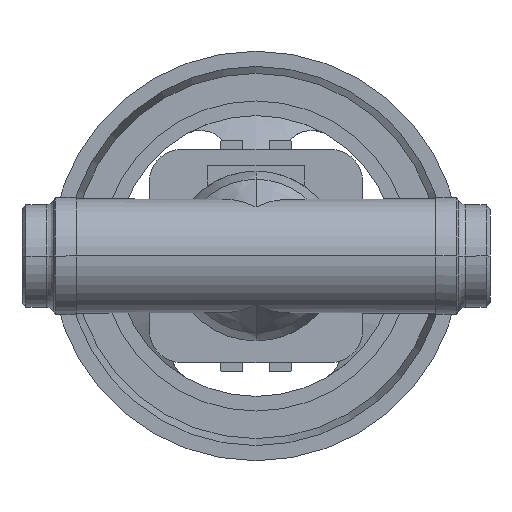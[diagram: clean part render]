
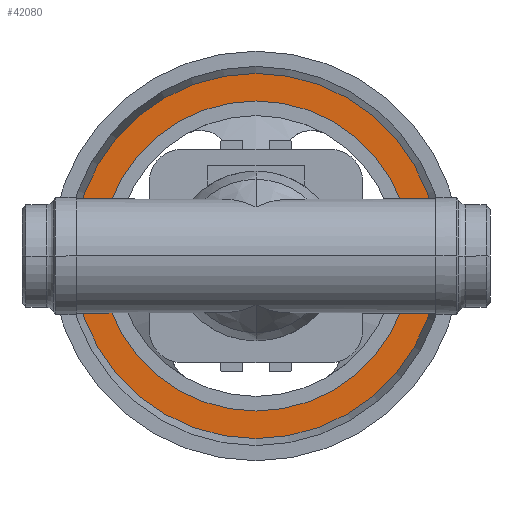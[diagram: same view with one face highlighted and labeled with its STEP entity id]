
A CAD part, front view. The second image highlights one B-rep face of the part: STEP entity #42080.
In plain terms, the highlighted planar face has unit normal (0, -1, 0).
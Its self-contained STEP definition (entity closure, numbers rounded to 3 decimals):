
#41600=CARTESIAN_POINT('',(17.588,221.53,0.));
#41610=VERTEX_POINT('',#41600);
#41690=CARTESIAN_POINT('',(142.412,221.53,0.)
);
#41700=VERTEX_POINT('',#41690);
#41730=CARTESIAN_POINT('',(80.,221.53,0.));
#41740=DIRECTION('',(0.,1.,0.));
#41750=DIRECTION('',(-1.,0.,0.));
#41760=AXIS2_PLACEMENT_3D('',#41730,#41740,#41750);
#41770=CIRCLE('',#41760,62.412);
#41780=EDGE_CURVE('',#41610,#41700,#41770,.T.);
#41830=CARTESIAN_POINT('',(22.294,221.53,0.)
);
#41840=DIRECTION('',(0.,-1.,0.));
#41850=DIRECTION('',(1.,0.,0.));
#41860=AXIS2_PLACEMENT_3D('',#41830,#41840,#41850);
#41870=PLANE('',#41860);
#41880=EDGE_CURVE('',#41700,#41610,#41770,.T.);
#41890=ORIENTED_EDGE('',*,*,#41880,.F.);
#41900=ORIENTED_EDGE('',*,*,#41780,.F.);
#41910=EDGE_LOOP('',(#41900,#41890));
#41920=FACE_OUTER_BOUND('',#41910,.T.);
#41930=CARTESIAN_POINT('',(80.,221.53,0.));
#41940=DIRECTION('',(0.,1.,0.));
#41950=DIRECTION('',(-1.,0.,0.));
#41960=AXIS2_PLACEMENT_3D('',#41930,#41940,#41950);
#41970=CIRCLE('',#41960,53.);
#41980=CARTESIAN_POINT('',(133.,221.53,0.));
#41990=VERTEX_POINT('',#41980);
#42000=CARTESIAN_POINT('',(27.,221.53,0.));
#42010=VERTEX_POINT('',#42000);
#42020=EDGE_CURVE('',#41990,#42010,#41970,.T.);
#42030=ORIENTED_EDGE('',*,*,#42020,.T.);
#42040=EDGE_CURVE('',#42010,#41990,#41970,.T.);
#42050=ORIENTED_EDGE('',*,*,#42040,.T.);
#42060=EDGE_LOOP('',(#42050,#42030));
#42070=FACE_BOUND('',#42060,.T.);
#42080=ADVANCED_FACE('',(#41920,#42070),#41870,.T.);
